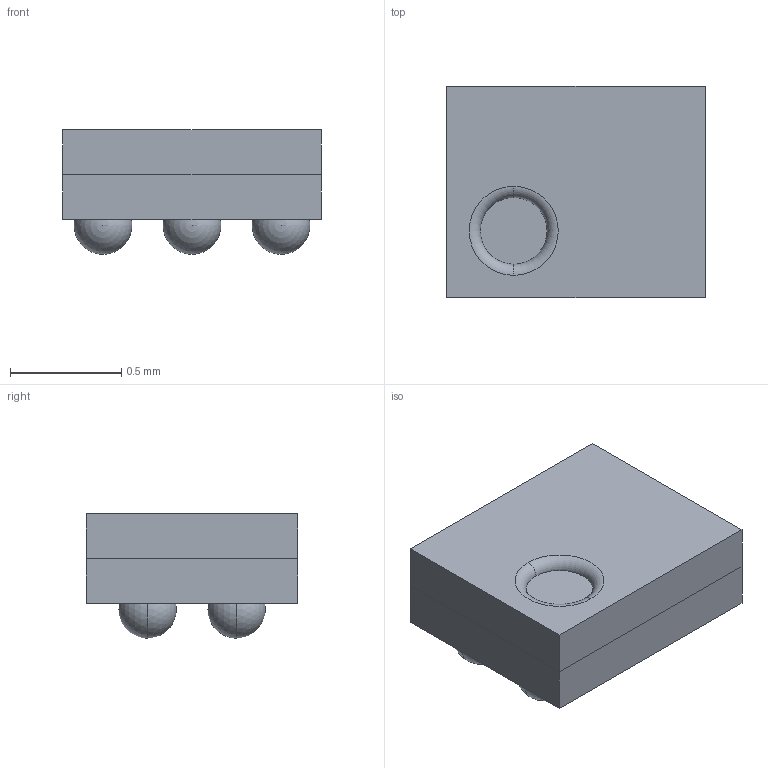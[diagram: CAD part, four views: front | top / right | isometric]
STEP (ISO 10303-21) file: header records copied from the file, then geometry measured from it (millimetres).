
FILE_DESCRIPTION (( 'STEP AP214' ), '1' );
FILE_NAME ( 'BGA6CP40_2X3_116X95X56B26N_Q1.STEP', '2022-06-16T16:19:12', ( '' ), ( '' ), '', '©2017 PCB Libraries, Inc.', '' );
FILE_SCHEMA (( 'AUTOMOTIVE_DESIGN' ));
Length unit declared in the file: millimetre
Products named in the file (1): BGA6CP40_2X3_116X95X56B26N_Q1
Bounding box: 1.16 x 0.95 x 0.56 mm (x, y, z)
Volume: 0.5 mm3; surface area: 7.4 mm2
Topology: 8 solids, 8 shells, 27 faces, 72 edges, 50 vertices
Faces by surface type: plane 13, sphere 12, torus 2
Entity records: 806 total; most frequent: DIRECTION 116, CARTESIAN_POINT 102, ORIENTED_EDGE 84, AXIS2_PLACEMENT_3D 46, EDGE_CURVE 42, STYLED_ITEM 36, PRESENTATION_LAYER_ASSIGNMENT 36, MECHANICAL_DESIGN_GEOMETRIC_PRESENTATION_REPRESENTATION 36
